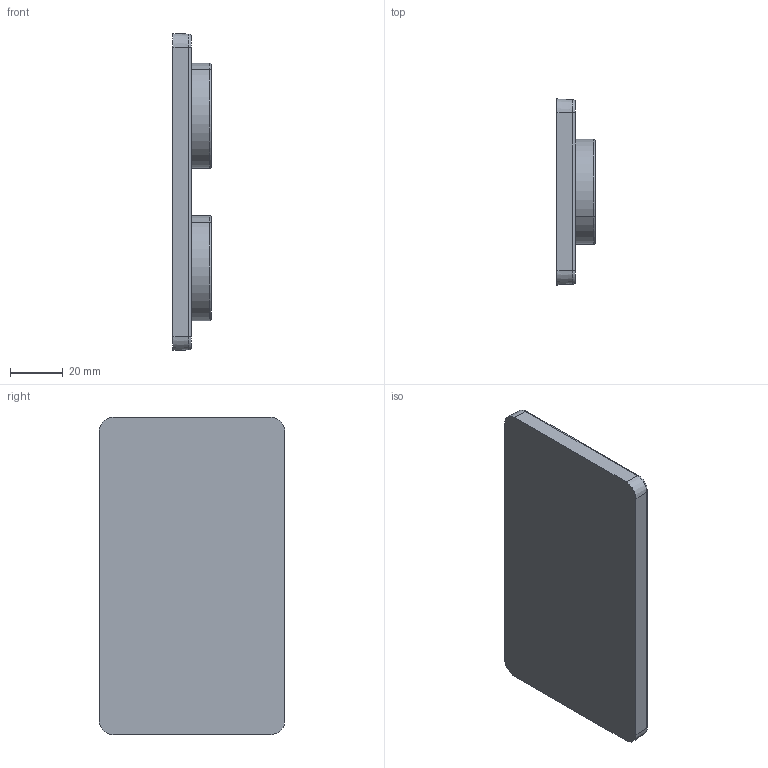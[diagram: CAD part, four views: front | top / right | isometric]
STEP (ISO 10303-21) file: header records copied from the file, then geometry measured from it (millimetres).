
FILE_DESCRIPTION(('CATIA V5 STEP Exchange'),'2;1');
FILE_NAME('STEP_359902_-_TST.stp','2019-12-10T14:15:54+00:00',('none'),('none'),'CATIA Version 5-6 Release 2016 SP4','CATIA V5 STEP AP203','none');
FILE_SCHEMA(('CONFIG_CONTROL_DESIGN'));
Length unit declared in the file: millimetre
Products named in the file (1): 359902 - TST
Bounding box: 14.5 x 70.61 x 120.61 mm (x, y, z)
Volume: 89265.1 mm3; surface area: 29355.5 mm2
Topology: 4 solids, 4 shells, 78 faces, 164 edges, 98 vertices
Faces by surface type: torus 24, cylinder 22, plane 16, cone 16
Entity records: 2024 total; most frequent: CARTESIAN_POINT 371, ORIENTED_EDGE 328, DIRECTION 300, AXIS2_PLACEMENT_3D 177, EDGE_CURVE 164, CIRCLE 106, VERTEX_POINT 98, EDGE_LOOP 84
